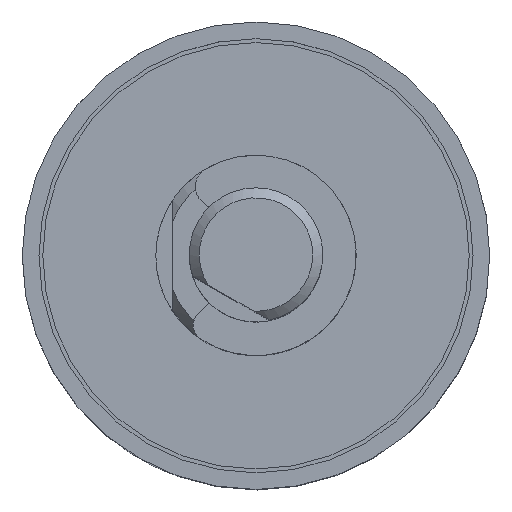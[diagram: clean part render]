
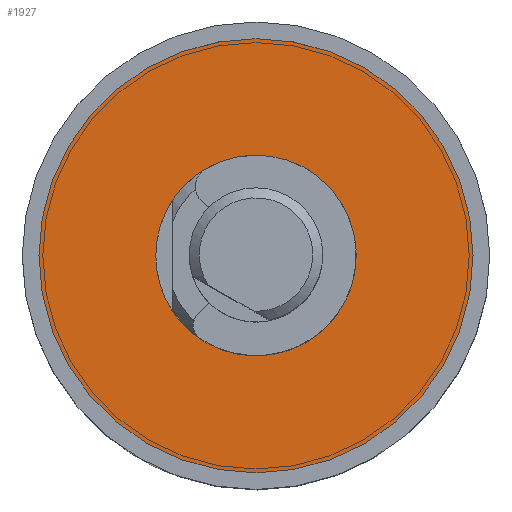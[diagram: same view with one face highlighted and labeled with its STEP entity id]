
A CAD part, top view. The second image highlights one B-rep face of the part: STEP entity #1927.
In plain terms, the highlighted planar face has unit normal (0, 0, 1).
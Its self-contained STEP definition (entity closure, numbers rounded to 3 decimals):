
#965 = VERTEX_POINT ( 'NONE', #7729 ) ;
#1539 = CARTESIAN_POINT ( 'NONE',  ( 3., 0., 0.5 ) ) ;
#1840 = EDGE_CURVE ( 'NONE', #965, #965, #7183, .T. ) ;
#1927 = ADVANCED_FACE ( 'NONE', ( #5825, #10046 ), #7235, .T. ) ;
#2142 = CARTESIAN_POINT ( 'NONE',  ( -3., 0., 0.5 ) ) ;
#2314 = EDGE_LOOP ( 'NONE', ( #8289 ) ) ;
#2382 = CARTESIAN_POINT ( 'NONE',  ( 0., 0., 0.5 ) ) ;
#2518 = ORIENTED_EDGE ( 'NONE', *, *, #7506, .T. ) ;
#2874 = AXIS2_PLACEMENT_3D ( 'NONE', #7922, #9423, #3909 ) ;
#3729 = CIRCLE ( 'NONE', #2874, 3. ) ;
#3909 = DIRECTION ( 'NONE',  ( -1., 0., 0. ) ) ;
#5604 = DIRECTION ( 'NONE',  ( 0., 0., 1. ) ) ;
#5825 = FACE_BOUND ( 'NONE', #8540, .T. ) ;
#7183 = CIRCLE ( 'NONE', #8903, 6.5 ) ;
#7235 = PLANE ( 'NONE',  #8377 ) ;
#7506 = EDGE_CURVE ( 'NONE', #9308, #9308, #3729, .T. ) ;
#7729 = CARTESIAN_POINT ( 'NONE',  ( 6.5, 0., 0.5 ) ) ;
#7922 = CARTESIAN_POINT ( 'NONE',  ( 0., 0., 0.5 ) ) ;
#8014 = DIRECTION ( 'NONE',  ( 0., 0., 1. ) ) ;
#8053 = DIRECTION ( 'NONE',  ( 1., 0., 0. ) ) ;
#8289 = ORIENTED_EDGE ( 'NONE', *, *, #1840, .T. ) ;
#8377 = AXIS2_PLACEMENT_3D ( 'NONE', #1539, #8014, #8053 ) ;
#8540 = EDGE_LOOP ( 'NONE', ( #2518 ) ) ;
#8903 = AXIS2_PLACEMENT_3D ( 'NONE', #2382, #5604, #9475 ) ;
#9308 = VERTEX_POINT ( 'NONE', #2142 ) ;
#9423 = DIRECTION ( 'NONE',  ( 0., 0., -1. ) ) ;
#9475 = DIRECTION ( 'NONE',  ( 1., 0., 0. ) ) ;
#10046 = FACE_OUTER_BOUND ( 'NONE', #2314, .T. ) ;
